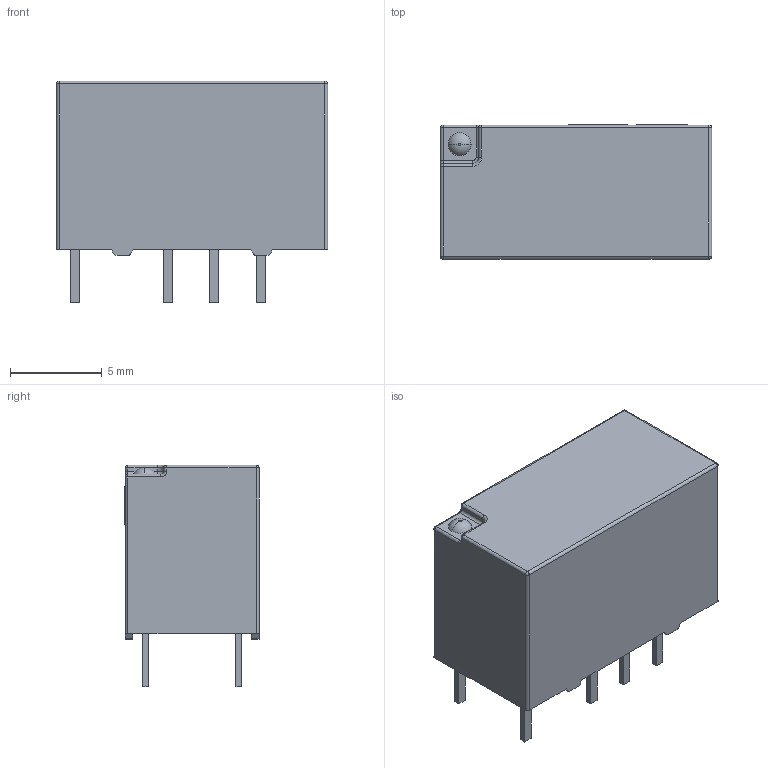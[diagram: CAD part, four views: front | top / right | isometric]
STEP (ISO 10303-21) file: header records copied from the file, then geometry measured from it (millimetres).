
FILE_DESCRIPTION (( 'STEP AP214' ), '1' );
FILE_NAME ('RELAY-TH_L14.8-W7.3-H9.2-P2.54.step', '2022-07-09T13:43:16', ( '' ), ( '' ), 'SwSTEP 2.0', 'SolidWorks 2020', '' );
FILE_SCHEMA (( 'AUTOMOTIVE_DESIGN' ));
Length unit declared in the file: millimetre
Products named in the file (1): RELAY-TH_L14.8-W7.3-H9.2-P2.54
Bounding box: 14.8 x 7.31 x 12.1 mm (x, y, z)
Volume: 950.7 mm3; surface area: 685 mm2
Topology: 1 solids, 1 shells, 390 faces, 1039 edges, 680 vertices
Faces by surface type: plane 241, bspline 112, cylinder 25, torus 6, sphere 6
Entity records: 17485 total; most frequent: CARTESIAN_POINT 4208, ORIENTED_EDGE 2066, DIRECTION 1423, EDGE_CURVE 1033, VECTOR 745, LINE 745, VERTEX_POINT 680, EDGE_LOOP 425
